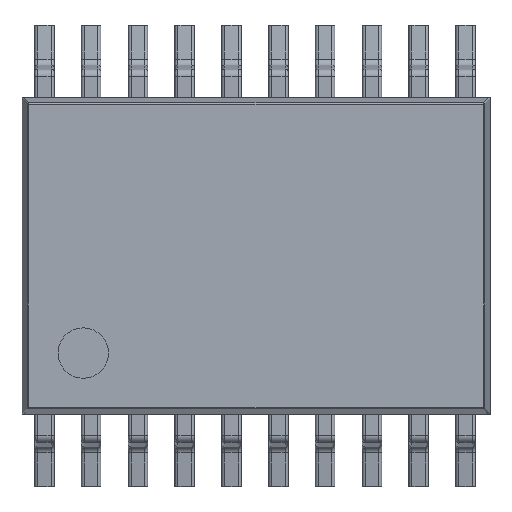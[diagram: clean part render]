
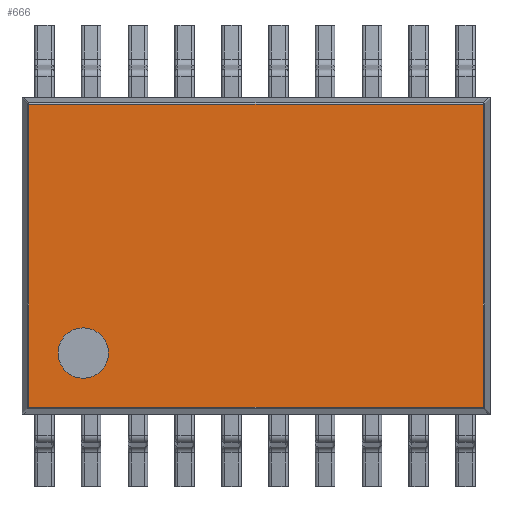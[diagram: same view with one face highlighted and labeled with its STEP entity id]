
A CAD part, top view. The second image highlights one B-rep face of the part: STEP entity #666.
In plain terms, the highlighted face is planar.
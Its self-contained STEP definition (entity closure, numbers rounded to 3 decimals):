
#666=ADVANCED_FACE('',(#1404,#1406),#1408,.F.);
#1404=FACE_BOUND('',#1405,.T.);
#1405=EDGE_LOOP('',(#2038,#2039,#2040,#2041));
#1406=FACE_BOUND('',#1407,.T.);
#1407=EDGE_LOOP('',(#2042));
#1408=PLANE('',#1409);
#1409=AXIS2_PLACEMENT_3D('',#1410,#1411,#1412);
#1410=CARTESIAN_POINT('',(0.,0.,0.65));
#1411=DIRECTION('',(-0.,-0.,1.));
#1412=DIRECTION('',(1.,0.,-0.));
#2038=ORIENTED_EDGE('',*,*,#2402,.T.);
#2039=ORIENTED_EDGE('',*,*,#2403,.T.);
#2040=ORIENTED_EDGE('',*,*,#2404,.T.);
#2041=ORIENTED_EDGE('',*,*,#2405,.T.);
#2042=ORIENTED_EDGE('',*,*,#2406,.T.);
#2402=EDGE_CURVE('',#2584,#2585,#2586,.T.);
#2403=EDGE_CURVE('',#2585,#2587,#2588,.T.);
#2404=EDGE_CURVE('',#2587,#2589,#2590,.T.);
#2405=EDGE_CURVE('',#2589,#2584,#2591,.T.);
#2406=EDGE_CURVE('',#2592,#2592,#2593,.F.);
#2584=VERTEX_POINT('',#2872);
#2585=VERTEX_POINT('',#2873);
#2586=LINE('',#2874,#2875);
#2587=VERTEX_POINT('',#2877);
#2588=LINE('',#2878,#2879);
#2589=VERTEX_POINT('',#2881);
#2590=LINE('',#2882,#2883);
#2591=LINE('',#2885,#2886);
#2592=VERTEX_POINT('',#2888);
#2593=CIRCLE('',#2889,0.35);
#2872=CARTESIAN_POINT('',(2.332,0.896,0.65));
#2873=CARTESIAN_POINT('',(-3.975,0.896,0.65));
#2874=CARTESIAN_POINT('',(2.332,0.896,0.65));
#2875=VECTOR('',#2876,1.);
#2876=DIRECTION('',(-1.,0.,0.));
#2877=CARTESIAN_POINT('',(-3.975,-3.312,0.65));
#2878=CARTESIAN_POINT('',(-3.975,0.896,0.65));
#2879=VECTOR('',#2880,1.);
#2880=DIRECTION('',(0.,-1.,0.));
#2881=CARTESIAN_POINT('',(2.332,-3.312,0.65));
#2882=CARTESIAN_POINT('',(-3.975,-3.312,0.65));
#2883=VECTOR('',#2884,1.);
#2884=DIRECTION('',(1.,0.,0.));
#2885=CARTESIAN_POINT('',(2.332,-3.312,0.65));
#2886=VECTOR('',#2887,1.);
#2887=DIRECTION('',(0.,1.,0.));
#2888=CARTESIAN_POINT('',(-2.872,-2.558,0.65));
#2889=AXIS2_PLACEMENT_3D('',#2890,#2891,#2892);
#2890=CARTESIAN_POINT('',(-3.222,-2.558,0.65));
#2891=DIRECTION('',(-0.,-0.,1.));
#2892=DIRECTION('',(1.,0.,-0.));
